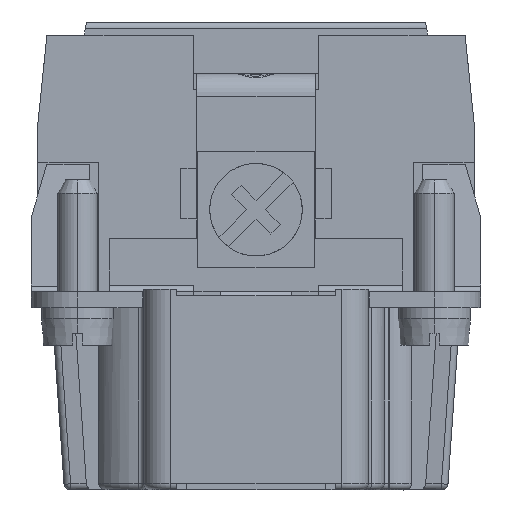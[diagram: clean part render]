
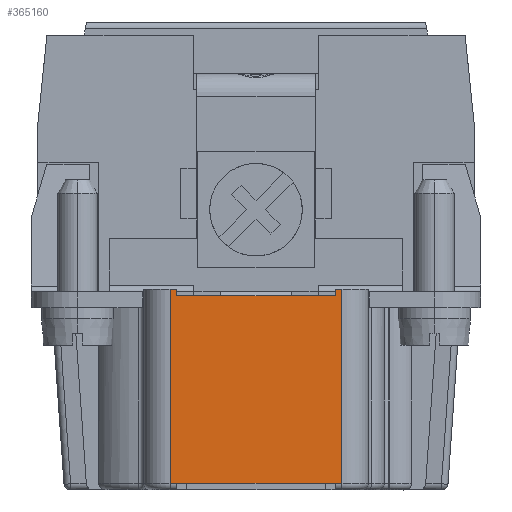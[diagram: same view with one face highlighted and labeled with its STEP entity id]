
A CAD part, left-side view. The second image highlights one B-rep face of the part: STEP entity #365160.
In plain terms, the highlighted face is planar.
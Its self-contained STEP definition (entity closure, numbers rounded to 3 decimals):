
#345750=CARTESIAN_POINT('',(108.946,42.084,-4.3));
#345760=VERTEX_POINT('',#345750);
#345790=CARTESIAN_POINT('',(108.946,42.084,0.));
#345800=DIRECTION('',(0.,0.,1.));
#345810=VECTOR('',#345800,1.);
#345820=LINE('',#345790,#345810);
#345830=CARTESIAN_POINT('',(108.946,42.084,-19.));
#345840=VERTEX_POINT('',#345830);
#345850=EDGE_CURVE('',#345840,#345760,#345820,.T.);
#346110=CARTESIAN_POINT('',(108.946,42.584,-4.3));
#346120=VERTEX_POINT('',#346110);
#346150=CARTESIAN_POINT('',(108.946,31.584,-4.3));
#346160=DIRECTION('',(0.,1.,0.));
#346170=VECTOR('',#346160,1.);
#346180=LINE('',#346150,#346170);
#346190=EDGE_CURVE('',#345760,#346120,#346180,.T.);
#347420=CARTESIAN_POINT('',(108.946,55.084,-4.3));
#347430=VERTEX_POINT('',#347420);
#347460=CARTESIAN_POINT('',(108.946,54.584,-4.3));
#347470=VERTEX_POINT('',#347460);
#347480=EDGE_CURVE('',#347470,#347430,#346180,.T.);
#347780=CARTESIAN_POINT('',(108.946,42.584,-4.8));
#347790=VERTEX_POINT('',#347780);
#347820=CARTESIAN_POINT('',(108.946,42.584,0.));
#347830=DIRECTION('',(0.,0.,-1.));
#347840=VECTOR('',#347830,1.);
#347850=LINE('',#347820,#347840);
#347860=EDGE_CURVE('',#346120,#347790,#347850,.T.);
#348180=CARTESIAN_POINT('',(108.946,42.584,-19.));
#348190=VERTEX_POINT('',#348180);
#359320=CARTESIAN_POINT('',(108.946,54.584,0.));
#359330=DIRECTION('',(0.,0.,1.));
#359340=VECTOR('',#359330,1.);
#359350=LINE('',#359320,#359340);
#359360=CARTESIAN_POINT('',(108.946,54.584,-4.8));
#359370=VERTEX_POINT('',#359360);
#359380=EDGE_CURVE('',#359370,#347470,#359350,.T.);
#359600=CARTESIAN_POINT('',(108.946,54.584,-19.));
#359610=VERTEX_POINT('',#359600);
#359880=CARTESIAN_POINT('',(108.946,0.,-4.8));
#359890=DIRECTION('',(0.,-1.,0.));
#359900=VECTOR('',#359890,1.);
#359910=LINE('',#359880,#359900);
#359920=EDGE_CURVE('',#359370,#347790,#359910,.T.);
#364770=CARTESIAN_POINT('',(108.946,31.584,-18.9));
#364780=DIRECTION('',(1.,-0.,0.));
#364790=DIRECTION('',(0.,0.,-1.));
#364800=AXIS2_PLACEMENT_3D('',#364770,#364780,#364790);
#364810=PLANE('',#364800);
#364820=ORIENTED_EDGE('',*,*,#346190,.F.);
#364830=ORIENTED_EDGE('',*,*,#347860,.F.);
#364840=ORIENTED_EDGE('',*,*,#359920,.T.);
#364850=ORIENTED_EDGE('',*,*,#359380,.F.);
#364860=ORIENTED_EDGE('',*,*,#347480,.F.);
#364870=CARTESIAN_POINT('',(108.946,55.084,0.));
#364880=DIRECTION('',(0.,0.,-1.));
#364890=VECTOR('',#364880,1.);
#364900=LINE('',#364870,#364890);
#364910=CARTESIAN_POINT('',(108.946,55.084,-19.));
#364920=VERTEX_POINT('',#364910);
#364930=EDGE_CURVE('',#347430,#364920,#364900,.T.);
#364940=ORIENTED_EDGE('',*,*,#364930,.F.);
#364950=CARTESIAN_POINT('',(108.946,0.,-19.));
#364960=DIRECTION('',(0.,1.,0.));
#364970=VECTOR('',#364960,1.);
#364980=LINE('',#364950,#364970);
#364990=EDGE_CURVE('',#359610,#364920,#364980,.T.);
#365000=ORIENTED_EDGE('',*,*,#364990,.T.);
#365010=CARTESIAN_POINT('',(108.946,0.,
-19.));
#365020=DIRECTION('',(0.,1.,0.));
#365030=VECTOR('',#365020,1.);
#365040=LINE('',#365010,#365030);
#365050=EDGE_CURVE('',#348190,#359610,#365040,.T.);
#365060=ORIENTED_EDGE('',*,*,#365050,.T.);
#365070=CARTESIAN_POINT('',(108.946,0.,-19.));
#365080=DIRECTION('',(0.,1.,0.));
#365090=VECTOR('',#365080,1.);
#365100=LINE('',#365070,#365090);
#365110=EDGE_CURVE('',#345840,#348190,#365100,.T.);
#365120=ORIENTED_EDGE('',*,*,#365110,.T.);
#365130=ORIENTED_EDGE('',*,*,#345850,.F.);
#365140=EDGE_LOOP('',(#365130,#365120,#365060,#365000,#364940,#364860,
#364850,#364840,#364830,#364820));
#365150=FACE_OUTER_BOUND('',#365140,.T.);
#365160=ADVANCED_FACE('',(#365150),#364810,.T.);
